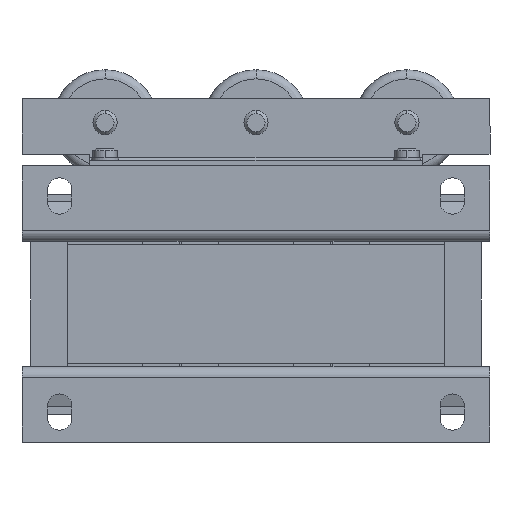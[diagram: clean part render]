
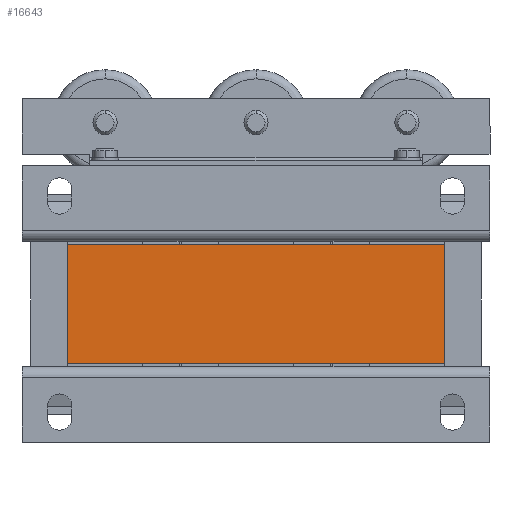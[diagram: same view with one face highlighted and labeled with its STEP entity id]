
A CAD part, front view. The second image highlights one B-rep face of the part: STEP entity #16643.
In plain terms, the highlighted planar face has unit normal (0, -1, 0).
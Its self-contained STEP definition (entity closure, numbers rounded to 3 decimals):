
#653 = VERTEX_POINT ( 'NONE', #1636 ) ;
#1022 = DIRECTION ( 'NONE',  ( -1., 0., 0. ) ) ;
#1629 = CARTESIAN_POINT ( 'NONE',  ( 62.5, -63.65, -19.775 ) ) ;
#1636 = CARTESIAN_POINT ( 'NONE',  ( 62.5, -63.65, 19.775 ) ) ;
#1655 = VECTOR ( 'NONE', #11378, 1000. ) ;
#1721 = CARTESIAN_POINT ( 'NONE',  ( -62.5, -63.65, 19.775 ) ) ;
#1789 = VECTOR ( 'NONE', #21090, 1000. ) ;
#2038 = VERTEX_POINT ( 'NONE', #4395 ) ;
#3486 = LINE ( 'NONE', #8538, #1789 ) ;
#4327 = EDGE_LOOP ( 'NONE', ( #22951, #6571, #15859, #16494 ) ) ;
#4395 = CARTESIAN_POINT ( 'NONE',  ( -62.5, -63.65, -19.775 ) ) ;
#4849 = DIRECTION ( 'NONE',  ( 1., 0., 0. ) ) ;
#6571 = ORIENTED_EDGE ( 'NONE', *, *, #11269, .F. ) ;
#7041 = AXIS2_PLACEMENT_3D ( 'NONE', #10061, #13588, #1022 ) ;
#8181 = LINE ( 'NONE', #21954, #1655 ) ;
#8324 = PLANE ( 'NONE',  #7041 ) ;
#8538 = CARTESIAN_POINT ( 'NONE',  ( 62.5, -63.65, -19.775 ) ) ;
#8548 = VERTEX_POINT ( 'NONE', #1629 ) ;
#9896 = LINE ( 'NONE', #19014, #11060 ) ;
#10061 = CARTESIAN_POINT ( 'NONE',  ( 62.5, -63.65, 19.775 ) ) ;
#11060 = VECTOR ( 'NONE', #15607, 1000. ) ;
#11269 = EDGE_CURVE ( 'NONE', #653, #8548, #8181, .T. ) ;
#11378 = DIRECTION ( 'NONE',  ( 0., 0., -1. ) ) ;
#13113 = VERTEX_POINT ( 'NONE', #1721 ) ;
#13588 = DIRECTION ( 'NONE',  ( 0., 1., 0. ) ) ;
#14350 = EDGE_CURVE ( 'NONE', #2038, #8548, #3486, .T. ) ;
#14383 = VECTOR ( 'NONE', #4849, 1000. ) ;
#15607 = DIRECTION ( 'NONE',  ( 0., 0., -1. ) ) ;
#15859 = ORIENTED_EDGE ( 'NONE', *, *, #18674, .F. ) ;
#16007 = CARTESIAN_POINT ( 'NONE',  ( 62.5, -63.65, 19.775 ) ) ;
#16360 = EDGE_CURVE ( 'NONE', #13113, #2038, #9896, .T. ) ;
#16494 = ORIENTED_EDGE ( 'NONE', *, *, #16360, .T. ) ;
#16643 = ADVANCED_FACE ( 'NONE', ( #17609 ), #8324, .F. ) ;
#17609 = FACE_OUTER_BOUND ( 'NONE', #4327, .T. ) ;
#18674 = EDGE_CURVE ( 'NONE', #13113, #653, #19199, .T. ) ;
#19014 = CARTESIAN_POINT ( 'NONE',  ( -62.5, -63.65, 19.775 ) ) ;
#19199 = LINE ( 'NONE', #16007, #14383 ) ;
#21090 = DIRECTION ( 'NONE',  ( 1., 0., 0. ) ) ;
#21954 = CARTESIAN_POINT ( 'NONE',  ( 62.5, -63.65, 19.775 ) ) ;
#22951 = ORIENTED_EDGE ( 'NONE', *, *, #14350, .T. ) ;
